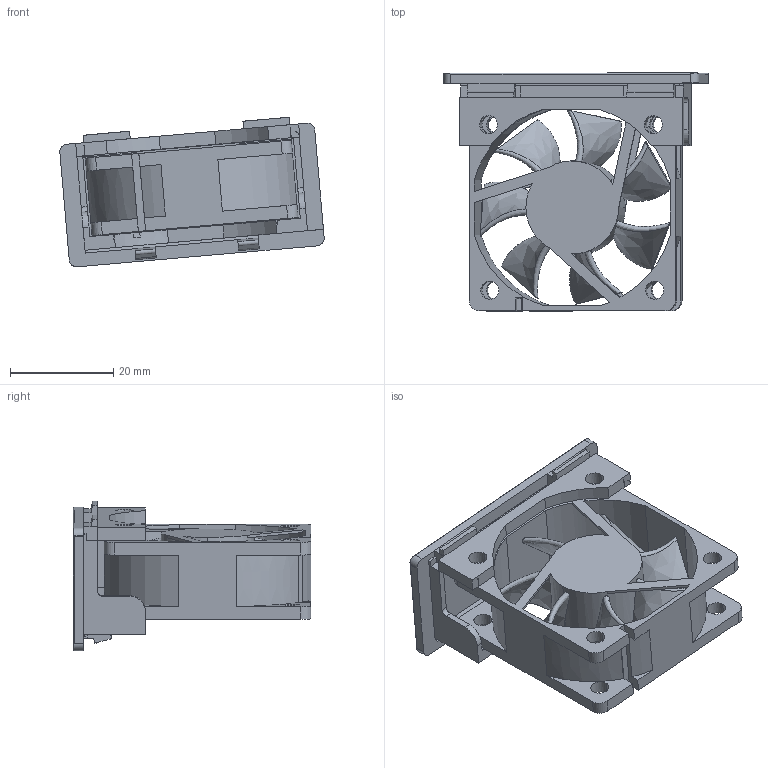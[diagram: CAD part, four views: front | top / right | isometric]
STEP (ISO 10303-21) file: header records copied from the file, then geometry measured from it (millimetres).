
FILE_DESCRIPTION (( 'STEP AP214' ), '1' );
FILE_NAME ('GS4-FAN-BB.STEP', '2017-10-16T19:13:01', ( '' ), ( '' ), 'SwSTEP 2.0', 'SolidWorks 2016', '' );
FILE_SCHEMA (( 'AUTOMOTIVE_DESIGN' ));
Length unit declared in the file: inch
Products named in the file (1): GS4-FAN-BB
Bounding box: 51.13 x 46 x 28.95 mm (x, y, z)
Volume: 11888.7 mm3; surface area: 14668.9 mm2
Topology: 3 solids, 3 shells, 301 faces, 887 edges, 584 vertices
Faces by surface type: plane 187, cylinder 75, bspline 39
Entity records: 12953 total; most frequent: CARTESIAN_POINT 5047, ORIENTED_EDGE 1774, DIRECTION 1420, EDGE_CURVE 887, VECTOR 618, LINE 618, VERTEX_POINT 584, AXIS2_PLACEMENT_3D 401
